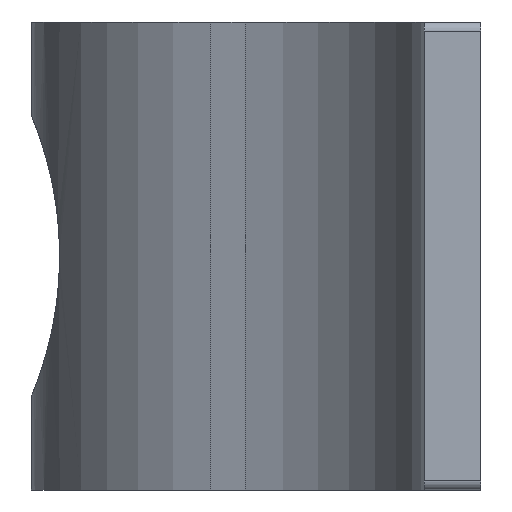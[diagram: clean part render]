
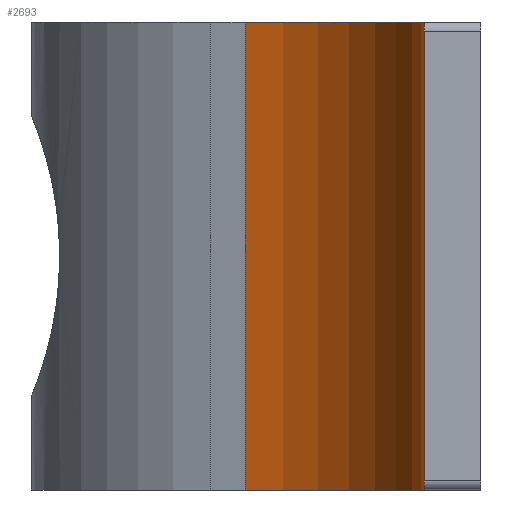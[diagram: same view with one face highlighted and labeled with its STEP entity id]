
A CAD part, left-side view. The second image highlights one B-rep face of the part: STEP entity #2693.
In plain terms, the highlighted cylindrical face has radius 14 mm (diameter 28 mm), a partial arc.
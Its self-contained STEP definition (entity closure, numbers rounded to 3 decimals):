
#24 = EDGE_LOOP ( 'NONE', ( #2086, #2119, #232, #1382 ) ) ;
#51 = DIRECTION ( 'NONE',  ( 0., 0., -1. ) ) ;
#179 = DIRECTION ( 'NONE',  ( 0., 0., 1. ) ) ;
#232 = ORIENTED_EDGE ( 'NONE', *, *, #1109, .F. ) ;
#324 = VECTOR ( 'NONE', #51, 1000. ) ;
#398 = EDGE_CURVE ( 'NONE', #732, #591, #899, .T. ) ;
#425 = CARTESIAN_POINT ( 'NONE',  ( -77.091, 17., 12.5 ) ) ;
#591 = VERTEX_POINT ( 'NONE', #596 ) ;
#596 = CARTESIAN_POINT ( 'NONE',  ( -63.809, 12.573, -12.5 ) ) ;
#633 = DIRECTION ( 'NONE',  ( 0., 0., -1. ) ) ;
#662 = CARTESIAN_POINT ( 'NONE',  ( -63.809, 12.573, 12.5 ) ) ;
#705 = CARTESIAN_POINT ( 'NONE',  ( -77.091, 3., -12.5 ) ) ;
#732 = VERTEX_POINT ( 'NONE', #662 ) ;
#755 = CIRCLE ( 'NONE', #1232, 14. ) ;
#843 = DIRECTION ( 'NONE',  ( -1., 0., 0. ) ) ;
#899 = LINE ( 'NONE', #2151, #1895 ) ;
#1025 = CARTESIAN_POINT ( 'NONE',  ( -77.091, 3., 12.5 ) ) ;
#1109 = EDGE_CURVE ( 'NONE', #732, #2718, #755, .T. ) ;
#1195 = EDGE_CURVE ( 'NONE', #2147, #591, #1873, .T. ) ;
#1232 = AXIS2_PLACEMENT_3D ( 'NONE', #1432, #1371, #2056 ) ;
#1371 = DIRECTION ( 'NONE',  ( 0., 0., -1. ) ) ;
#1382 = ORIENTED_EDGE ( 'NONE', *, *, #398, .T. ) ;
#1432 = CARTESIAN_POINT ( 'NONE',  ( -77.091, 17., 12.5 ) ) ;
#1483 = FACE_OUTER_BOUND ( 'NONE', #24, .T. ) ;
#1783 = EDGE_CURVE ( 'NONE', #2718, #2147, #2157, .T. ) ;
#1873 = CIRCLE ( 'NONE', #1955, 14. ) ;
#1895 = VECTOR ( 'NONE', #633, 1000. ) ;
#1913 = CARTESIAN_POINT ( 'NONE',  ( -77.091, 17., -12.5 ) ) ;
#1948 = CARTESIAN_POINT ( 'NONE',  ( -77.091, 3., 12.5 ) ) ;
#1955 = AXIS2_PLACEMENT_3D ( 'NONE', #1913, #179, #843 ) ;
#2056 = DIRECTION ( 'NONE',  ( -1., 0., 0. ) ) ;
#2086 = ORIENTED_EDGE ( 'NONE', *, *, #1195, .F. ) ;
#2119 = ORIENTED_EDGE ( 'NONE', *, *, #1783, .F. ) ;
#2147 = VERTEX_POINT ( 'NONE', #705 ) ;
#2151 = CARTESIAN_POINT ( 'NONE',  ( -63.809, 12.573, 12.5 ) ) ;
#2157 = LINE ( 'NONE', #1948, #324 ) ;
#2341 = DIRECTION ( 'NONE',  ( -1., 0., 0. ) ) ;
#2568 = CYLINDRICAL_SURFACE ( 'NONE', #2611, 14. ) ;
#2585 = DIRECTION ( 'NONE',  ( 0., 0., -1. ) ) ;
#2611 = AXIS2_PLACEMENT_3D ( 'NONE', #425, #2585, #2341 ) ;
#2693 = ADVANCED_FACE ( 'NONE', ( #1483 ), #2568, .F. ) ;
#2718 = VERTEX_POINT ( 'NONE', #1025 ) ;
